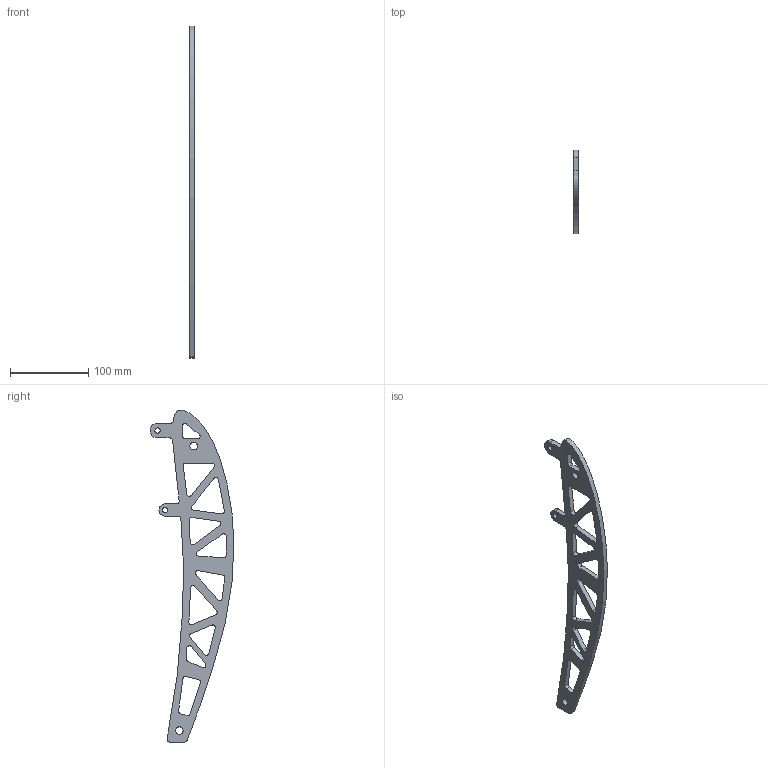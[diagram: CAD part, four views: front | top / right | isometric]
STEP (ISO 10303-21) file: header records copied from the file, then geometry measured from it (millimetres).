
FILE_DESCRIPTION (( 'STEP AP214' ), '1' );
FILE_NAME ('RW_MF_insert.STEP', '2025-02-28T17:52:00', ( '' ), ( '' ), 'SwSTEP 2.0', 'SolidWorks 2024', '' );
FILE_SCHEMA (( 'AUTOMOTIVE_DESIGN' ));
Length unit declared in the file: inch
Products named in the file (1): RW_MF_insert
Bounding box: 6.35 x 107.03 x 424.36 mm (x, y, z)
Volume: 92746.2 mm3; surface area: 44247.9 mm2
Topology: 1 solids, 1 shells, 97 faces, 285 edges, 190 vertices
Faces by surface type: cylinder 56, plane 38, bspline 3
Entity records: 3576 total; most frequent: CARTESIAN_POINT 816, DIRECTION 581, ORIENTED_EDGE 570, EDGE_CURVE 285, AXIS2_PLACEMENT_3D 207, VERTEX_POINT 190, VECTOR 167, LINE 167
